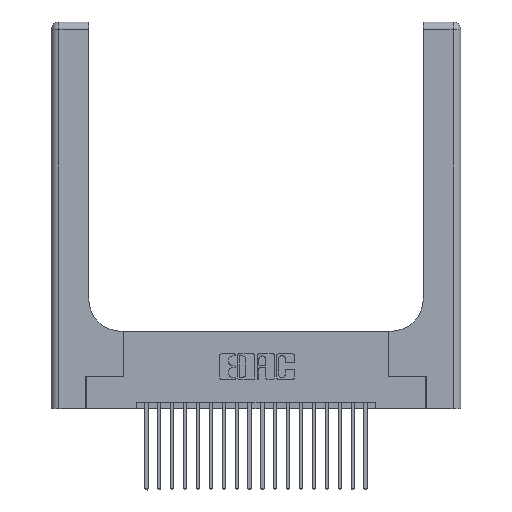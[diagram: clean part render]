
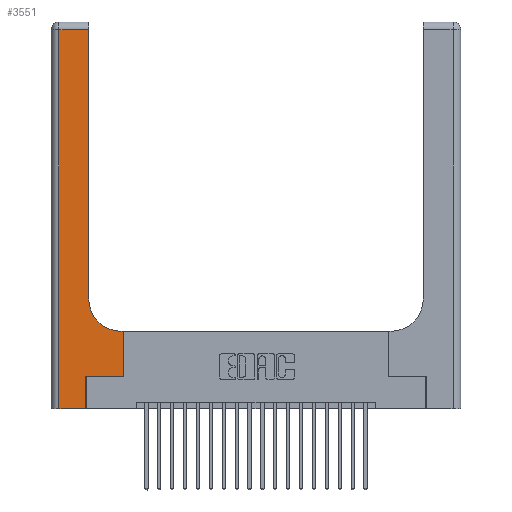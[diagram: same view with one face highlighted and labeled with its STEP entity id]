
A CAD part, top view. The second image highlights one B-rep face of the part: STEP entity #3551.
In plain terms, the highlighted planar face has unit normal (0, 0, 1).
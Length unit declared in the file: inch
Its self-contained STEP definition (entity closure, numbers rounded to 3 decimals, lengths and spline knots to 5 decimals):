
#884 = VERTEX_POINT ( 'NONE', #11659 ) ;
#1084 = CARTESIAN_POINT ( 'NONE',  ( 0., 3., 0.37 ) ) ;
#1660 = CARTESIAN_POINT ( 'NONE',  ( 0.5415, 0.6, 0.37 ) ) ;
#1703 = VECTOR ( 'NONE', #6178, 39.37008 ) ;
#1901 = ORIENTED_EDGE ( 'NONE', *, *, #10367, .T. ) ;
#1962 = CARTESIAN_POINT ( 'NONE',  ( 0.269, 0., 0.37 ) ) ;
#2279 = DIRECTION ( 'NONE',  ( 1., 0., 0. ) ) ;
#2845 = CIRCLE ( 'NONE', #5080, 0.25 ) ;
#3080 = DIRECTION ( 'NONE',  ( -1., 0., 0. ) ) ;
#3402 = DIRECTION ( 'NONE',  ( 0., 0., -1. ) ) ;
#3551 = ADVANCED_FACE ( 'NONE', ( #7324 ), #4585, .F. ) ;
#3737 = CARTESIAN_POINT ( 'NONE',  ( 0.5585, 0.25, 0.37 ) ) ;
#3753 = DIRECTION ( 'NONE',  ( -1., 0., 0. ) ) ;
#4065 = LINE ( 'NONE', #17958, #17479 ) ;
#4197 = LINE ( 'NONE', #9228, #15164 ) ;
#4212 = CARTESIAN_POINT ( 'NONE',  ( 0.2915, 0.85, 0.37 ) ) ;
#4585 = PLANE ( 'NONE',  #7824 ) ;
#4671 = DIRECTION ( 'NONE',  ( 0., 0., -1. ) ) ;
#4717 = EDGE_CURVE ( 'NONE', #8947, #21687, #4065, .T. ) ;
#4970 = CARTESIAN_POINT ( 'NONE',  ( 0.06, 3., 0.37 ) ) ;
#5080 = AXIS2_PLACEMENT_3D ( 'NONE', #8647, #3402, #10413 ) ;
#5239 = LINE ( 'NONE', #13707, #8015 ) ;
#5553 = DIRECTION ( 'NONE',  ( 0., 1., 0. ) ) ;
#6055 = EDGE_CURVE ( 'NONE', #884, #21510, #11699, .T. ) ;
#6178 = DIRECTION ( 'NONE',  ( -1., 0., 0. ) ) ;
#6729 = DIRECTION ( 'NONE',  ( 0., 1., 0. ) ) ;
#7324 = FACE_OUTER_BOUND ( 'NONE', #19310, .T. ) ;
#7693 = ORIENTED_EDGE ( 'NONE', *, *, #17211, .T. ) ;
#7824 = AXIS2_PLACEMENT_3D ( 'NONE', #1084, #4671, #3080 ) ;
#8015 = VECTOR ( 'NONE', #6729, 39.37008 ) ;
#8416 = DIRECTION ( 'NONE',  ( 0., -1., 0. ) ) ;
#8506 = LINE ( 'NONE', #4970, #19396 ) ;
#8514 = ORIENTED_EDGE ( 'NONE', *, *, #11815, .T. ) ;
#8647 = CARTESIAN_POINT ( 'NONE',  ( 0.5415, 0.85, 0.37 ) ) ;
#8947 = VERTEX_POINT ( 'NONE', #16821 ) ;
#9220 = ORIENTED_EDGE ( 'NONE', *, *, #6055, .T. ) ;
#9228 = CARTESIAN_POINT ( 'NONE',  ( 0.269, 0.25, 0.37 ) ) ;
#9367 = LINE ( 'NONE', #22281, #14308 ) ;
#9621 = ORIENTED_EDGE ( 'NONE', *, *, #18864, .T. ) ;
#9827 = VERTEX_POINT ( 'NONE', #1660 ) ;
#10144 = EDGE_CURVE ( 'NONE', #20940, #9827, #20791, .T. ) ;
#10367 = EDGE_CURVE ( 'NONE', #21687, #884, #8506, .T. ) ;
#10413 = DIRECTION ( 'NONE',  ( 1., 0., 0. ) ) ;
#11106 = ORIENTED_EDGE ( 'NONE', *, *, #10144, .T. ) ;
#11474 = CARTESIAN_POINT ( 'NONE',  ( 0.5585, 0.25, 0.37 ) ) ;
#11659 = CARTESIAN_POINT ( 'NONE',  ( 0.06, 0., 0.37 ) ) ;
#11699 = LINE ( 'NONE', #15571, #20402 ) ;
#11815 = EDGE_CURVE ( 'NONE', #21510, #20136, #5239, .T. ) ;
#13482 = VERTEX_POINT ( 'NONE', #4212 ) ;
#13612 = DIRECTION ( 'NONE',  ( 0., 1., 0. ) ) ;
#13707 = CARTESIAN_POINT ( 'NONE',  ( 0.269, 0., 0.37 ) ) ;
#14138 = CARTESIAN_POINT ( 'NONE',  ( 0.5585, 0.6, 0.37 ) ) ;
#14308 = VECTOR ( 'NONE', #13612, 39.37008 ) ;
#14432 = LINE ( 'NONE', #3737, #19587 ) ;
#15164 = VECTOR ( 'NONE', #2279, 39.37008 ) ;
#15571 = CARTESIAN_POINT ( 'NONE',  ( 0., 0., 0.37 ) ) ;
#16821 = CARTESIAN_POINT ( 'NONE',  ( 0.2915, 2.94, 0.37 ) ) ;
#17211 = EDGE_CURVE ( 'NONE', #20136, #18752, #4197, .T. ) ;
#17479 = VECTOR ( 'NONE', #3753, 39.37008 ) ;
#17958 = CARTESIAN_POINT ( 'NONE',  ( 0., 2.94, 0.37 ) ) ;
#18065 = ORIENTED_EDGE ( 'NONE', *, *, #22474, .T. ) ;
#18298 = EDGE_CURVE ( 'NONE', #9827, #13482, #2845, .T. ) ;
#18749 = ORIENTED_EDGE ( 'NONE', *, *, #18298, .T. ) ;
#18752 = VERTEX_POINT ( 'NONE', #11474 ) ;
#18864 = EDGE_CURVE ( 'NONE', #13482, #8947, #9367, .T. ) ;
#19109 = ORIENTED_EDGE ( 'NONE', *, *, #4717, .T. ) ;
#19267 = DIRECTION ( 'NONE',  ( 1., 0., 0. ) ) ;
#19310 = EDGE_LOOP ( 'NONE', ( #9621, #19109, #1901, #9220, #8514, #7693, #18065, #11106, #18749 ) ) ;
#19396 = VECTOR ( 'NONE', #8416, 39.37008 ) ;
#19587 = VECTOR ( 'NONE', #5553, 39.37008 ) ;
#19790 = CARTESIAN_POINT ( 'NONE',  ( 0.269, 0.25, 0.37 ) ) ;
#20136 = VERTEX_POINT ( 'NONE', #19790 ) ;
#20166 = CARTESIAN_POINT ( 'NONE',  ( 0.2915, 0.6, 0.37 ) ) ;
#20402 = VECTOR ( 'NONE', #19267, 39.37008 ) ;
#20791 = LINE ( 'NONE', #20166, #1703 ) ;
#20940 = VERTEX_POINT ( 'NONE', #14138 ) ;
#21463 = CARTESIAN_POINT ( 'NONE',  ( 0.06, 2.94, 0.37 ) ) ;
#21510 = VERTEX_POINT ( 'NONE', #1962 ) ;
#21687 = VERTEX_POINT ( 'NONE', #21463 ) ;
#22281 = CARTESIAN_POINT ( 'NONE',  ( 0.2915, 3., 0.37 ) ) ;
#22474 = EDGE_CURVE ( 'NONE', #18752, #20940, #14432, .T. ) ;
